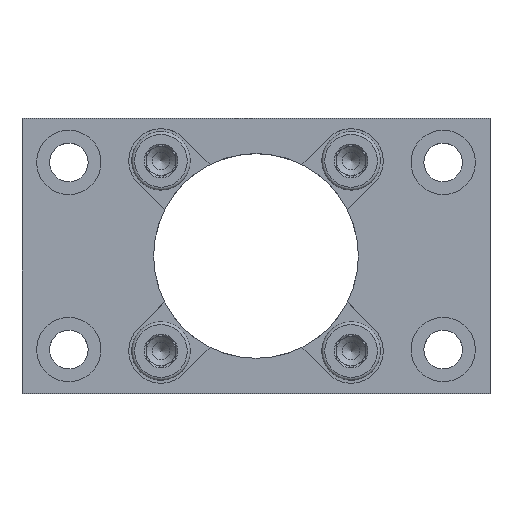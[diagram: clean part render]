
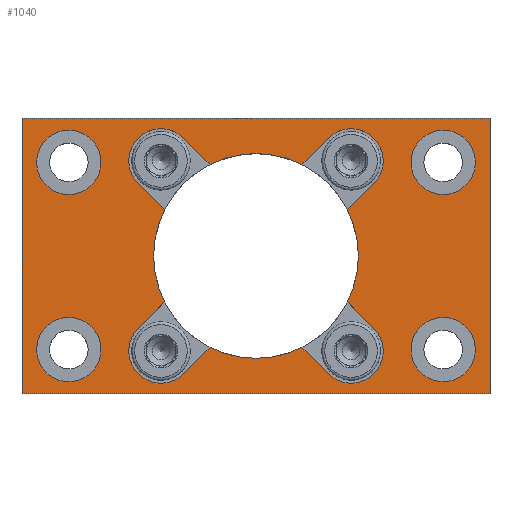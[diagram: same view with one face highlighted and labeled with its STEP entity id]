
A CAD part, top view. The second image highlights one B-rep face of the part: STEP entity #1040.
In plain terms, the highlighted face is planar.
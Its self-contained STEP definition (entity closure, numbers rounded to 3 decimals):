
#95=CIRCLE('',#1151,17.5);
#96=CIRCLE('',#1152,5.5);
#97=CIRCLE('',#1153,17.5);
#98=CIRCLE('',#1154,5.5);
#99=CIRCLE('',#1155,17.5);
#100=CIRCLE('',#1156,5.5);
#101=CIRCLE('',#1157,17.5);
#102=CIRCLE('',#1158,5.5);
#103=CIRCLE('',#1159,5.5);
#104=CIRCLE('',#1160,5.5);
#105=CIRCLE('',#1161,5.5);
#106=CIRCLE('',#1162,5.5);
#215=ORIENTED_EDGE('',*,*,#423,.F.);
#216=ORIENTED_EDGE('',*,*,#464,.T.);
#217=ORIENTED_EDGE('',*,*,#421,.F.);
#218=ORIENTED_EDGE('',*,*,#465,.F.);
#219=ORIENTED_EDGE('',*,*,#415,.F.);
#220=ORIENTED_EDGE('',*,*,#466,.T.);
#221=ORIENTED_EDGE('',*,*,#413,.F.);
#222=ORIENTED_EDGE('',*,*,#467,.F.);
#223=ORIENTED_EDGE('',*,*,#407,.F.);
#224=ORIENTED_EDGE('',*,*,#468,.T.);
#225=ORIENTED_EDGE('',*,*,#437,.F.);
#226=ORIENTED_EDGE('',*,*,#469,.F.);
#227=ORIENTED_EDGE('',*,*,#431,.F.);
#228=ORIENTED_EDGE('',*,*,#470,.T.);
#229=ORIENTED_EDGE('',*,*,#429,.F.);
#230=ORIENTED_EDGE('',*,*,#471,.F.);
#231=ORIENTED_EDGE('',*,*,#472,.T.);
#232=ORIENTED_EDGE('',*,*,#473,.T.);
#233=ORIENTED_EDGE('',*,*,#474,.T.);
#234=ORIENTED_EDGE('',*,*,#475,.T.);
#235=ORIENTED_EDGE('',*,*,#454,.T.);
#236=ORIENTED_EDGE('',*,*,#458,.T.);
#237=ORIENTED_EDGE('',*,*,#461,.T.);
#238=ORIENTED_EDGE('',*,*,#463,.T.);
#407=EDGE_CURVE('',#537,#539,#632,.T.);
#413=EDGE_CURVE('',#544,#542,#638,.T.);
#415=EDGE_CURVE('',#545,#547,#640,.T.);
#421=EDGE_CURVE('',#552,#550,#646,.T.);
#423=EDGE_CURVE('',#553,#555,#648,.T.);
#429=EDGE_CURVE('',#560,#558,#654,.T.);
#431=EDGE_CURVE('',#561,#563,#656,.T.);
#437=EDGE_CURVE('',#568,#566,#662,.T.);
#454=EDGE_CURVE('',#580,#579,#665,.T.);
#458=EDGE_CURVE('',#579,#582,#669,.T.);
#461=EDGE_CURVE('',#582,#584,#672,.T.);
#463=EDGE_CURVE('',#584,#580,#674,.T.);
#464=EDGE_CURVE('',#553,#550,#95,.T.);
#465=EDGE_CURVE('',#547,#552,#96,.T.);
#466=EDGE_CURVE('',#545,#542,#97,.T.);
#467=EDGE_CURVE('',#539,#544,#98,.T.);
#468=EDGE_CURVE('',#537,#566,#99,.T.);
#469=EDGE_CURVE('',#563,#568,#100,.T.);
#470=EDGE_CURVE('',#561,#558,#101,.T.);
#471=EDGE_CURVE('',#555,#560,#102,.T.);
#472=EDGE_CURVE('',#585,#585,#103,.T.);
#473=EDGE_CURVE('',#586,#586,#104,.T.);
#474=EDGE_CURVE('',#587,#587,#105,.T.);
#475=EDGE_CURVE('',#588,#588,#106,.T.);
#537=VERTEX_POINT('',#1595);
#539=VERTEX_POINT('',#1598);
#542=VERTEX_POINT('',#1605);
#544=VERTEX_POINT('',#1609);
#545=VERTEX_POINT('',#1613);
#547=VERTEX_POINT('',#1616);
#550=VERTEX_POINT('',#1623);
#552=VERTEX_POINT('',#1627);
#553=VERTEX_POINT('',#1631);
#555=VERTEX_POINT('',#1634);
#558=VERTEX_POINT('',#1641);
#560=VERTEX_POINT('',#1645);
#561=VERTEX_POINT('',#1649);
#563=VERTEX_POINT('',#1652);
#566=VERTEX_POINT('',#1659);
#568=VERTEX_POINT('',#1663);
#579=VERTEX_POINT('',#1699);
#580=VERTEX_POINT('',#1701);
#582=VERTEX_POINT('',#1707);
#584=VERTEX_POINT('',#1713);
#585=VERTEX_POINT('',#1728);
#586=VERTEX_POINT('',#1730);
#587=VERTEX_POINT('',#1732);
#588=VERTEX_POINT('',#1734);
#632=LINE('',#1597,#694);
#638=LINE('',#1610,#700);
#640=LINE('',#1615,#702);
#646=LINE('',#1628,#708);
#648=LINE('',#1633,#710);
#654=LINE('',#1646,#716);
#656=LINE('',#1651,#718);
#662=LINE('',#1664,#724);
#665=LINE('',#1700,#727);
#669=LINE('',#1708,#731);
#672=LINE('',#1714,#734);
#674=LINE('',#1717,#736);
#694=VECTOR('',#1259,1000.);
#700=VECTOR('',#1267,1000.);
#702=VECTOR('',#1271,1000.);
#708=VECTOR('',#1279,1000.);
#710=VECTOR('',#1283,1000.);
#716=VECTOR('',#1291,1000.);
#718=VECTOR('',#1295,1000.);
#724=VECTOR('',#1303,1000.);
#727=VECTOR('',#1350,1000.);
#731=VECTOR('',#1356,1000.);
#734=VECTOR('',#1361,1000.);
#736=VECTOR('',#1365,1000.);
#781=EDGE_LOOP('',(#215,#216,#217,#218,#219,#220,#221,#222,#223,#224,#225,
#226,#227,#228,#229,#230));
#782=EDGE_LOOP('',(#231));
#783=EDGE_LOOP('',(#232));
#784=EDGE_LOOP('',(#233));
#785=EDGE_LOOP('',(#234));
#786=EDGE_LOOP('',(#235,#236,#237,#238));
#895=FACE_BOUND('',#781,.T.);
#896=FACE_BOUND('',#782,.T.);
#897=FACE_BOUND('',#783,.T.);
#898=FACE_BOUND('',#784,.T.);
#899=FACE_BOUND('',#785,.T.);
#900=FACE_BOUND('',#786,.T.);
#999=PLANE('',#1150);
#1040=ADVANCED_FACE('',(#895,#896,#897,#898,#899,#900),#999,.T.);
#1150=AXIS2_PLACEMENT_3D('',#1718,#1366,#1367);
#1151=AXIS2_PLACEMENT_3D('',#1719,#1368,#1369);
#1152=AXIS2_PLACEMENT_3D('',#1720,#1370,#1371);
#1153=AXIS2_PLACEMENT_3D('',#1721,#1372,#1373);
#1154=AXIS2_PLACEMENT_3D('',#1722,#1374,#1375);
#1155=AXIS2_PLACEMENT_3D('',#1723,#1376,#1377);
#1156=AXIS2_PLACEMENT_3D('',#1724,#1378,#1379);
#1157=AXIS2_PLACEMENT_3D('',#1725,#1380,#1381);
#1158=AXIS2_PLACEMENT_3D('',#1726,#1382,#1383);
#1159=AXIS2_PLACEMENT_3D('',#1727,#1384,#1385);
#1160=AXIS2_PLACEMENT_3D('',#1729,#1386,#1387);
#1161=AXIS2_PLACEMENT_3D('',#1731,#1388,#1389);
#1162=AXIS2_PLACEMENT_3D('',#1733,#1390,#1391);
#1259=DIRECTION('',(-0.707,0.,0.707));
#1267=DIRECTION('',(0.707,0.,-0.707));
#1271=DIRECTION('',(0.707,0.,0.707));
#1279=DIRECTION('',(-0.707,0.,-0.707));
#1283=DIRECTION('',(0.707,0.,-0.707));
#1291=DIRECTION('',(-0.707,0.,0.707));
#1295=DIRECTION('',(-0.707,0.,-0.707));
#1303=DIRECTION('',(0.707,0.,0.707));
#1350=DIRECTION('',(0.,0.,1.));
#1356=DIRECTION('',(1.,0.,0.));
#1361=DIRECTION('',(0.,0.,-1.));
#1365=DIRECTION('',(-1.,0.,0.));
#1366=DIRECTION('',(0.,1.,0.));
#1367=DIRECTION('',(0.,0.,1.));
#1368=DIRECTION('',(0.,-1.,0.));
#1369=DIRECTION('',(0.,0.,-1.));
#1370=DIRECTION('',(0.,1.,0.));
#1371=DIRECTION('',(1.,0.,0.));
#1372=DIRECTION('',(0.,-1.,0.));
#1373=DIRECTION('',(0.,0.,-1.));
#1374=DIRECTION('',(0.,1.,0.));
#1375=DIRECTION('',(1.,0.,0.));
#1376=DIRECTION('',(0.,-1.,0.));
#1377=DIRECTION('',(0.,0.,-1.));
#1378=DIRECTION('',(0.,1.,0.));
#1379=DIRECTION('',(1.,0.,0.));
#1380=DIRECTION('',(0.,-1.,0.));
#1381=DIRECTION('',(0.,0.,-1.));
#1382=DIRECTION('',(0.,1.,0.));
#1383=DIRECTION('',(1.,0.,0.));
#1384=DIRECTION('',(0.,-1.,0.));
#1385=DIRECTION('',(0.,0.,-1.));
#1386=DIRECTION('',(0.,-1.,0.));
#1387=DIRECTION('',(0.,0.,-1.));
#1388=DIRECTION('',(0.,-1.,0.));
#1389=DIRECTION('',(0.,0.,-1.));
#1390=DIRECTION('',(0.,-1.,0.));
#1391=DIRECTION('',(0.,0.,-1.));
#1595=CARTESIAN_POINT('',(-15.636,10.,7.858));
#1597=CARTESIAN_POINT('',(-7.778,10.,0.));
#1598=CARTESIAN_POINT('',(-20.139,10.,12.361));
#1605=CARTESIAN_POINT('',(-7.858,10.,15.636));
#1609=CARTESIAN_POINT('',(-12.361,10.,20.139));
#1610=CARTESIAN_POINT('',(-12.361,10.,20.139));
#1613=CARTESIAN_POINT('',(7.858,10.,15.636));
#1615=CARTESIAN_POINT('',(0.,10.,7.778));
#1616=CARTESIAN_POINT('',(12.361,10.,20.139));
#1623=CARTESIAN_POINT('',(15.636,10.,7.858));
#1627=CARTESIAN_POINT('',(20.139,10.,12.361));
#1628=CARTESIAN_POINT('',(20.139,10.,12.361));
#1631=CARTESIAN_POINT('',(15.636,10.,-7.858));
#1633=CARTESIAN_POINT('',(7.778,10.,0.));
#1634=CARTESIAN_POINT('',(20.139,10.,-12.361));
#1641=CARTESIAN_POINT('',(7.858,10.,-15.636));
#1645=CARTESIAN_POINT('',(12.361,10.,-20.139));
#1646=CARTESIAN_POINT('',(12.361,10.,-20.139));
#1649=CARTESIAN_POINT('',(-7.858,10.,-15.636));
#1651=CARTESIAN_POINT('',(0.,10.,-7.778));
#1652=CARTESIAN_POINT('',(-12.361,10.,-20.139));
#1659=CARTESIAN_POINT('',(-15.636,10.,-7.858));
#1663=CARTESIAN_POINT('',(-20.139,10.,-12.361));
#1664=CARTESIAN_POINT('',(-20.139,10.,-12.361));
#1699=CARTESIAN_POINT('',(-40.,10.,23.5));
#1700=CARTESIAN_POINT('',(-40.,10.,-23.5));
#1701=CARTESIAN_POINT('',(-40.,10.,-23.5));
#1707=CARTESIAN_POINT('',(40.,10.,23.5));
#1708=CARTESIAN_POINT('',(-40.,10.,23.5));
#1713=CARTESIAN_POINT('',(40.,10.,-23.5));
#1714=CARTESIAN_POINT('',(40.,10.,23.5));
#1717=CARTESIAN_POINT('',(40.,10.,-23.5));
#1718=CARTESIAN_POINT('',(0.,10.,0.));
#1719=CARTESIAN_POINT('',(0.,10.,0.));
#1720=CARTESIAN_POINT('',(16.25,10.,16.25));
#1721=CARTESIAN_POINT('',(0.,10.,0.));
#1722=CARTESIAN_POINT('',(-16.25,10.,16.25));
#1723=CARTESIAN_POINT('',(0.,10.,0.));
#1724=CARTESIAN_POINT('',(-16.25,10.,-16.25));
#1725=CARTESIAN_POINT('',(0.,10.,0.));
#1726=CARTESIAN_POINT('',(16.25,10.,-16.25));
#1727=CARTESIAN_POINT('',(-32.,10.,16.));
#1728=CARTESIAN_POINT('',(-32.,10.,10.5));
#1729=CARTESIAN_POINT('',(-32.,10.,-16.));
#1730=CARTESIAN_POINT('',(-32.,10.,-21.5));
#1731=CARTESIAN_POINT('',(32.,10.,16.));
#1732=CARTESIAN_POINT('',(32.,10.,10.5));
#1733=CARTESIAN_POINT('',(32.,10.,-16.));
#1734=CARTESIAN_POINT('',(32.,10.,-21.5));
